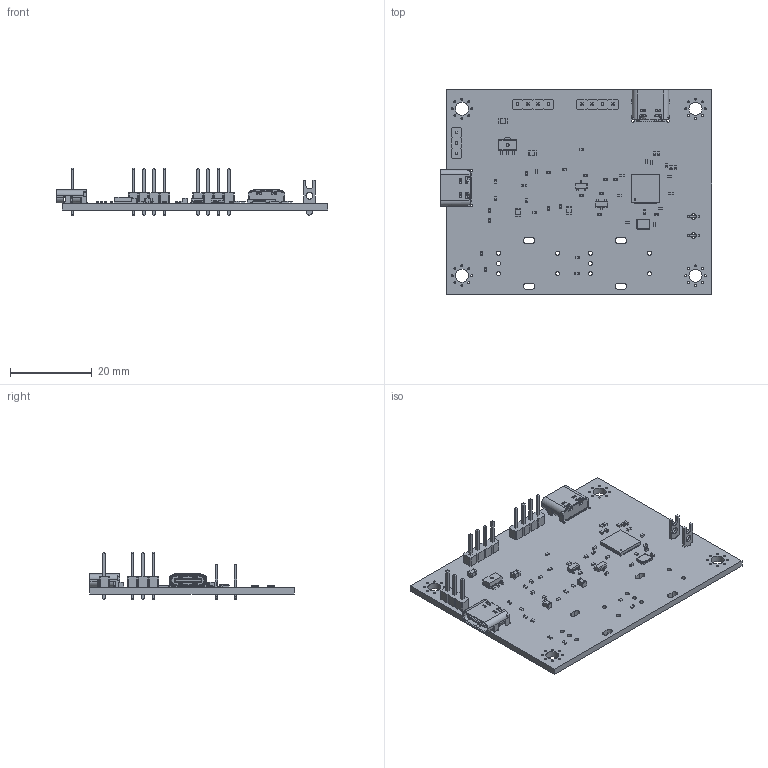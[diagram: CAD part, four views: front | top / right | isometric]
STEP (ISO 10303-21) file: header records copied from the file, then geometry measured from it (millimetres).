
FILE_DESCRIPTION(('KiCad electronic assembly'),'2;1');
FILE_NAME('power_board.step','2025-05-29T16:16:34',('Pcbnew'),('Kicad'), 'Open CASCADE STEP processor 7.8','KiCad to STEP converter','Unknown' );
FILE_SCHEMA(('AUTOMOTIVE_DESIGN { 1 0 10303 214 1 1 1 1 }'));
Length unit declared in the file: millimetre
Products named in the file (26): power_board 1; SOT-23; SOT_23; C_0805_2012Metric; R_0402_1005Metric; C_0402_1005Metric; PinHeader_1x04_P2.54mm_Vertical; PinHeader_1x04_P254mm_Vertical; USB4105-GF-A-060; PinHeader_1x03_P2.54mm_Vertical; PinHeader_1x03_P254mm_Vertical; LED_0402_1005Metric; QFN-56-1EP_7x7mm_P0.4mm_EP3.2x3.2mm; QFN_56_1EP_7x7mm_P04mm_EP32x32mm; Crystal_SMD_3225-4Pin_3.2x2.5mm; Pin_D1.4mm_L8.5mm_W2.8mm_FlatFork; Pin_d1.4mm_L8.5mm_W2.8mm_FlatFork; SOT-89-3; CQ assembly; power_board_PCB
Assembly tree (69 placements, depth 3):
  power_board 1
    SOT-23  x2
      SOT_23
    C_0805_2012Metric  x4
      C_0805_2012Metric
    R_0402_1005Metric  x21
      R_0402_1005Metric
    C_0402_1005Metric  x16
      C_0402_1005Metric
    PinHeader_1x04_P2.54mm_Vertical  x2
      PinHeader_1x04_P254mm_Vertical
    USB4105-GF-A-060  x2
      USB4105-GF-A-060
    PinHeader_1x03_P2.54mm_Vertical
      PinHeader_1x03_P254mm_Vertical
    LED_0402_1005Metric  x3
      LED_0402_1005Metric
    QFN-56-1EP_7x7mm_P0.4mm_EP3.2x3.2mm
      QFN_56_1EP_7x7mm_P04mm_EP32x32mm
    Crystal_SMD_3225-4Pin_3.2x2.5mm
      Crystal_SMD_3225-4Pin_3.2x2.5mm
    Pin_D1.4mm_L8.5mm_W2.8mm_FlatFork  x2
      Pin_d1.4mm_L8.5mm_W2.8mm_FlatFork
    SOT-89-3
      CQ assembly
    power_board_PCB
Bounding box: 66.47 x 50 x 11.54 mm (x, y, z)
Volume: 5626.4 mm3; surface area: 9092.1 mm2
Topology: 63 solids, 63 shells, 3725 faces, 10033 edges, 6490 vertices
Faces by surface type: plane 2680, cylinder 887, cone 86, bspline 72
Full cylindrical faces by diameter (mm): 0.4 x1, 0.5 x32, 0.65 x4, 0.7 x1, 1 x21, 1.4 x2, 1.7 x2, 3.2 x4
Entity records: 57558 total; most frequent: CARTESIAN_POINT 11630, ORIENTED_EDGE 9180, DIRECTION 8047, EDGE_CURVE 4590, LINE 3727, VECTOR 3727, VERTEX_POINT 2970, AXIS2_PLACEMENT_3D 2160
